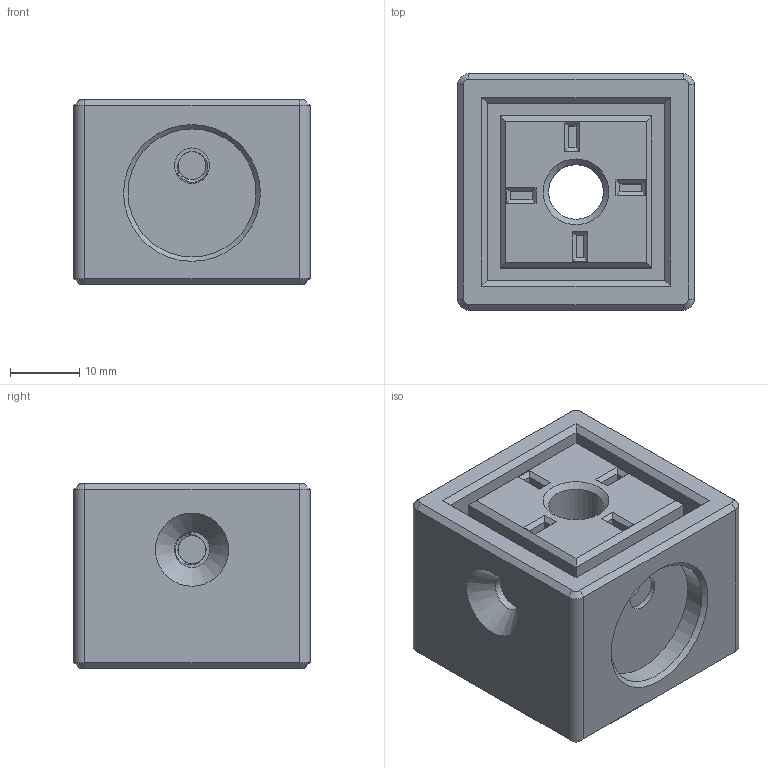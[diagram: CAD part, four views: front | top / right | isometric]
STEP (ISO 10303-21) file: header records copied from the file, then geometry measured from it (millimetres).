
FILE_DESCRIPTION(/* description */ (''),/* implementation_level */ '2;1');
FILE_NAME(/* name */ 'Inner Bearing.step',/* time_stamp */ '2023-11-10T11:44:32-05:00',/* author */ (''),/* organization */ (''),/* preprocessor_version */ 'ST-DEVELOPER v20',/* originating_system */ 'Autodesk Translation Framework v12.14.0.127',/* authorisation */ '');
FILE_SCHEMA (('AUTOMOTIVE_DESIGN { 1 0 10303 214 3 1 1 }'));
Length unit declared in the file: inch
Products named in the file (1): Inner Bearing
Bounding box: 34.16 x 34.16 x 26.67 mm (x, y, z)
Volume: 23297.9 mm3; surface area: 11861.6 mm2
Topology: 1 solids, 1 shells, 216 faces, 532 edges, 334 vertices
Faces by surface type: plane 110, cylinder 84, cone 14, bspline 8
Full cylindrical faces by diameter (mm): 4.064 x7, 4.826 x20, 5.105 x4, 7.925 x1, 10.6 x1, 18.5 x1
Entity records: 10361 total; most frequent: CARTESIAN_POINT 5519, ORIENTED_EDGE 1064, DIRECTION 844, EDGE_CURVE 532, VERTEX_POINT 334, LINE 318, VECTOR 318, AXIS2_PLACEMENT_3D 263
